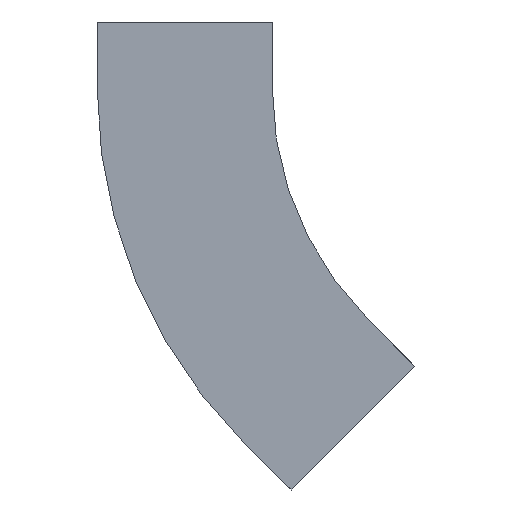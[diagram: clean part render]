
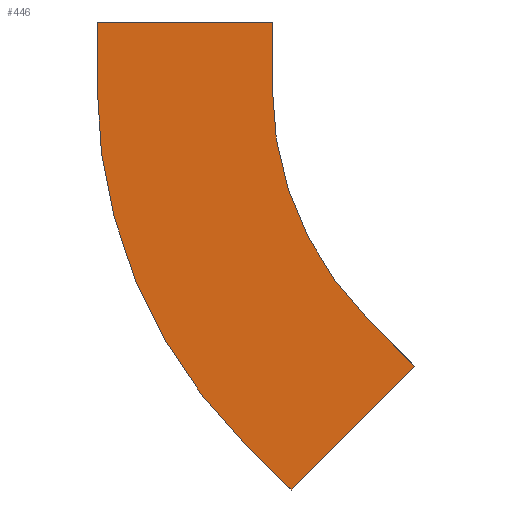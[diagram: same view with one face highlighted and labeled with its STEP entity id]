
A CAD part, front view. The second image highlights one B-rep face of the part: STEP entity #446.
In plain terms, the highlighted planar face has unit normal (0, -1, 0).
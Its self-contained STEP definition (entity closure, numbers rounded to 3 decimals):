
#2 = EDGE_CURVE ( 'NONE', #584, #578, #418, .T. ) ;
#13 = EDGE_CURVE ( 'NONE', #578, #572, #1032, .T. ) ;
#19 = EDGE_CURVE ( 'NONE', #572, #563, #707, .T. ) ;
#31 = EDGE_CURVE ( 'NONE', #563, #556, #726, .T. ) ;
#34 = EDGE_CURVE ( 'NONE', #556, #603, #731, .T. ) ;
#124 = EDGE_CURVE ( 'NONE', #603, #596, #1600, .T. ) ;
#128 = EDGE_CURVE ( 'NONE', #596, #597, #1608, .T. ) ;
#310 = DIRECTION ( 'NONE',  ( 0.707, 0., -0.707 ) ) ;
#314 = CARTESIAN_POINT ( 'NONE',  ( 105.147, 0., -157.279 ) ) ;
#327 = CARTESIAN_POINT ( 'NONE',  ( 48.579, 0., -213.848 ) ) ;
#328 = DIRECTION ( 'NONE',  ( -0.707, 0., -0.707 ) ) ;
#351 = DIRECTION ( 'NONE',  ( -0.707, 0., 0.707 ) ) ;
#353 = CARTESIAN_POINT ( 'NONE',  ( 27.365, 0., -192.635 ) ) ;
#362 = CARTESIAN_POINT ( 'NONE',  ( 190., 0., -30. ) ) ;
#363 = DIRECTION ( 'NONE',  ( 0., 1., 0. ) ) ;
#364 = DIRECTION ( 'NONE',  ( 0., 0., 1. ) ) ;
#418 = CIRCLE ( 'NONE', #452, 150. ) ;
#446 = ADVANCED_FACE ( 'NONE', ( #1654 ), #1058, .F. ) ;
#450 = EDGE_CURVE ( 'NONE', #597, #584, #1659, .T. ) ;
#452 = AXIS2_PLACEMENT_3D ( 'NONE', #694, #849, #848 ) ;
#462 = AXIS2_PLACEMENT_3D ( 'NONE', #362, #363, #364 ) ;
#505 = AXIS2_PLACEMENT_3D ( 'NONE', #1053, #1061, #1062 ) ;
#556 = VERTEX_POINT ( 'NONE', #1084 ) ;
#563 = VERTEX_POINT ( 'NONE', #1091 ) ;
#572 = VERTEX_POINT ( 'NONE', #1100 ) ;
#578 = VERTEX_POINT ( 'NONE', #1106 ) ;
#584 = VERTEX_POINT ( 'NONE', #1112 ) ;
#596 = VERTEX_POINT ( 'NONE', #1124 ) ;
#597 = VERTEX_POINT ( 'NONE', #1125 ) ;
#603 = VERTEX_POINT ( 'NONE', #1131 ) ;
#610 = EDGE_LOOP ( 'NONE', ( #650, #651, #652, #653, #654, #655, #656, #657 ) ) ;
#650 = ORIENTED_EDGE ( 'NONE', *, *, #31, .F. ) ;
#651 = ORIENTED_EDGE ( 'NONE', *, *, #19, .F. ) ;
#652 = ORIENTED_EDGE ( 'NONE', *, *, #13, .F. ) ;
#653 = ORIENTED_EDGE ( 'NONE', *, *, #2, .F. ) ;
#654 = ORIENTED_EDGE ( 'NONE', *, *, #450, .F. ) ;
#655 = ORIENTED_EDGE ( 'NONE', *, *, #128, .F. ) ;
#656 = ORIENTED_EDGE ( 'NONE', *, *, #124, .F. ) ;
#657 = ORIENTED_EDGE ( 'NONE', *, *, #34, .F. ) ;
#694 = CARTESIAN_POINT ( 'NONE',  ( 190., 0., -30. ) ) ;
#707 = LINE ( 'NONE', #327, #710 ) ;
#710 = VECTOR ( 'NONE', #328, 1000. ) ;
#726 = LINE ( 'NONE', #353, #730 ) ;
#730 = VECTOR ( 'NONE', #351, 1000. ) ;
#731 = CIRCLE ( 'NONE', #462, 230. ) ;
#848 = DIRECTION ( 'NONE',  ( 0., 0., -1. ) ) ;
#849 = DIRECTION ( 'NONE',  ( 0., -1., 0. ) ) ;
#1032 = LINE ( 'NONE', #314, #1035 ) ;
#1035 = VECTOR ( 'NONE', #310, 1000. ) ;
#1053 = CARTESIAN_POINT ( 'NONE',  ( 190., 0., -30. ) ) ;
#1058 = PLANE ( 'NONE',  #505 ) ;
#1061 = DIRECTION ( 'NONE',  ( 0., 1., 0. ) ) ;
#1062 = DIRECTION ( 'NONE',  ( 0., 0., 1. ) ) ;
#1071 = CARTESIAN_POINT ( 'NONE',  ( 40., 0., 0. ) ) ;
#1072 = DIRECTION ( 'NONE',  ( 0., 0., -1. ) ) ;
#1084 = CARTESIAN_POINT ( 'NONE',  ( 27.365, 0., -192.635 ) ) ;
#1091 = CARTESIAN_POINT ( 'NONE',  ( 48.579, 0., -213.848 ) ) ;
#1100 = CARTESIAN_POINT ( 'NONE',  ( 105.147, 0., -157.279 ) ) ;
#1106 = CARTESIAN_POINT ( 'NONE',  ( 83.934, 0., -136.066 ) ) ;
#1112 = CARTESIAN_POINT ( 'NONE',  ( 40., 0., -30. ) ) ;
#1124 = CARTESIAN_POINT ( 'NONE',  ( -40., 0., 0. ) ) ;
#1125 = CARTESIAN_POINT ( 'NONE',  ( 40., 0., 0. ) ) ;
#1131 = CARTESIAN_POINT ( 'NONE',  ( -40., 0., -30. ) ) ;
#1335 = CARTESIAN_POINT ( 'NONE',  ( -40., 0., 0. ) ) ;
#1336 = DIRECTION ( 'NONE',  ( 0., 0., 1. ) ) ;
#1351 = CARTESIAN_POINT ( 'NONE',  ( -40., 0., 0. ) ) ;
#1352 = DIRECTION ( 'NONE',  ( 1., 0., 0. ) ) ;
#1600 = LINE ( 'NONE', #1335, #1602 ) ;
#1602 = VECTOR ( 'NONE', #1336, 1000. ) ;
#1608 = LINE ( 'NONE', #1351, #1611 ) ;
#1611 = VECTOR ( 'NONE', #1352, 1000. ) ;
#1654 = FACE_OUTER_BOUND ( 'NONE', #610, .T. ) ;
#1659 = LINE ( 'NONE', #1071, #1662 ) ;
#1662 = VECTOR ( 'NONE', #1072, 1000. ) ;
